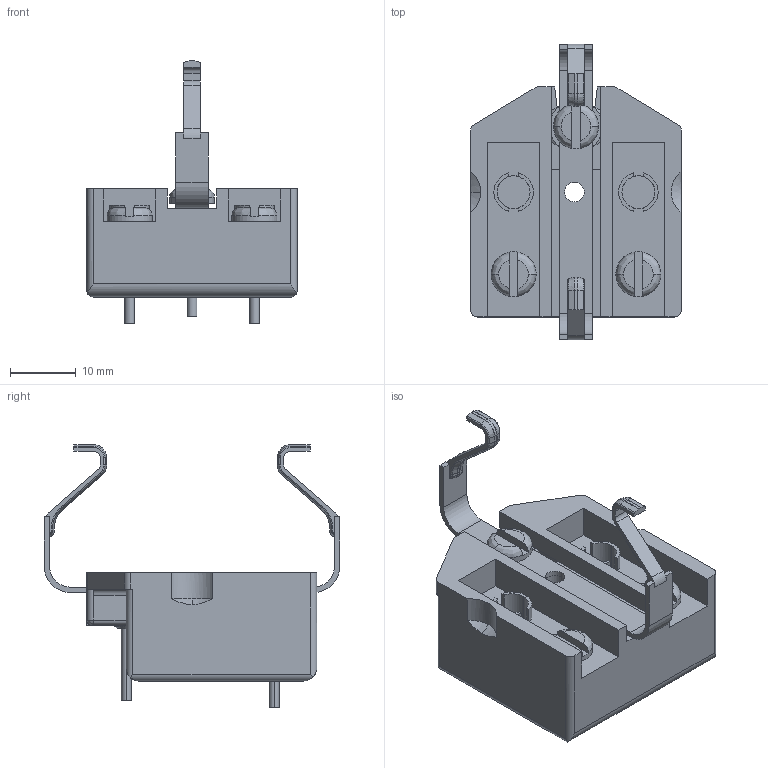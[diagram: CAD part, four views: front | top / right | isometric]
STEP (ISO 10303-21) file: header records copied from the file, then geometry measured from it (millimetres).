
FILE_DESCRIPTION (( 'STEP AP203' ), '1' );
FILE_NAME ('SNAP AB.STEP', '2015-01-26T16:21:36', ( '' ), ( '' ), 'SwSTEP 2.0', 'SolidWorks 2014', '' );
FILE_SCHEMA (( 'CONFIG_CONTROL_DESIGN' ));
Length unit declared in the file: millimetre
Products named in the file (1): SNAP AB
Bounding box: 32 x 45 x 40 mm (x, y, z)
Surface area: 8361.7 mm2 (no closed solid volume)
Topology: 0 solids, 12 shells, 384 faces, 955 edges, 600 vertices
Faces by surface type: plane 166, cylinder 129, bspline 46, cone 43
Entity records: 12185 total; most frequent: CARTESIAN_POINT 3128, ORIENTED_EDGE 1902, DIRECTION 1859, EDGE_CURVE 953, AXIS2_PLACEMENT_3D 670, VERTEX_POINT 599, VECTOR 519, LINE 519
